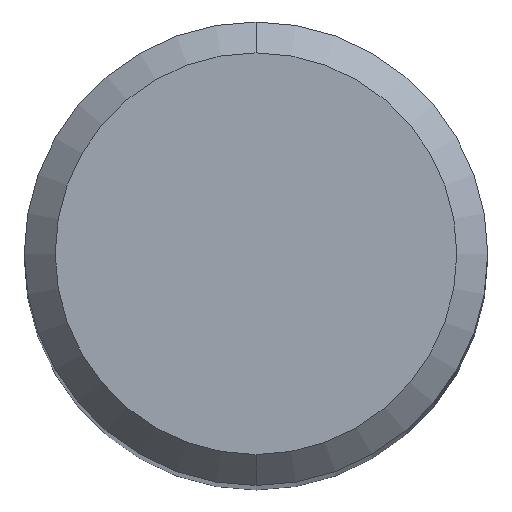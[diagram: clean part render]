
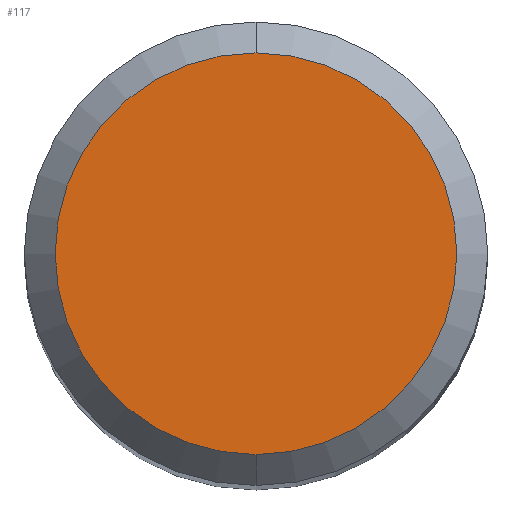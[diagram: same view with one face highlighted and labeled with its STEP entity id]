
A CAD part, top view. The second image highlights one B-rep face of the part: STEP entity #117.
In plain terms, the highlighted planar face has unit normal (0, 0, 1).
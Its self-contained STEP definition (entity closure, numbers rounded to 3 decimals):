
#107=EDGE_CURVE('',#219,#207,#260,.T.);
#117=ADVANCED_FACE('',(#271),#272,.T.);
#193=EDGE_CURVE('',#207,#219,#355,.T.);
#207=VERTEX_POINT('',#373);
#219=VERTEX_POINT('',#386);
#260=CIRCLE('',#421,2.6);
#271=FACE_OUTER_BOUND('',#436,.T.);
#272=PLANE('',#437);
#355=CIRCLE('',#549,2.6);
#373=CARTESIAN_POINT('',(0.,-2.6,0.0));
#386=CARTESIAN_POINT('',(0.0,2.6,0.0));
#421=AXIS2_PLACEMENT_3D('',#617,#618,#619);
#436=EDGE_LOOP('',(#629,#630));
#437=AXIS2_PLACEMENT_3D('',#631,#632,#633);
#549=AXIS2_PLACEMENT_3D('',#734,#735,#736);
#617=CARTESIAN_POINT('',(0.0,0.0,0.0));
#618=DIRECTION('',(0.0,0.0,-1.0));
#619=DIRECTION('',(0.0,1.0,0.0));
#629=ORIENTED_EDGE('',*,*,#107,.F.);
#630=ORIENTED_EDGE('',*,*,#193,.F.);
#631=CARTESIAN_POINT('',(0.0,1.3,0.0));
#632=DIRECTION('',(-0.0,0.0,1.0));
#633=DIRECTION('',(0.0,-1.0,0.0));
#734=CARTESIAN_POINT('',(0.0,0.0,0.0));
#735=DIRECTION('',(0.0,0.0,-1.0));
#736=DIRECTION('',(0.0,1.0,0.0));
